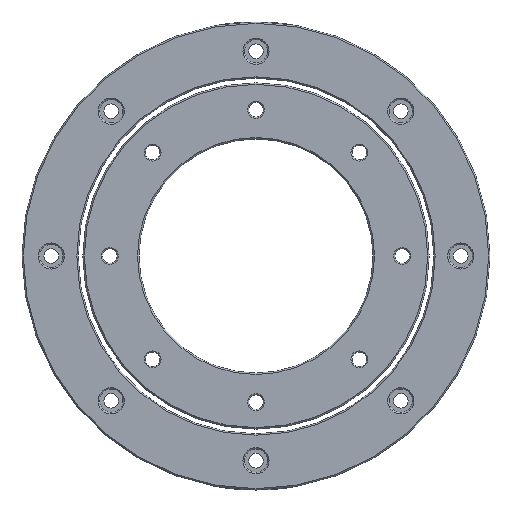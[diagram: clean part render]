
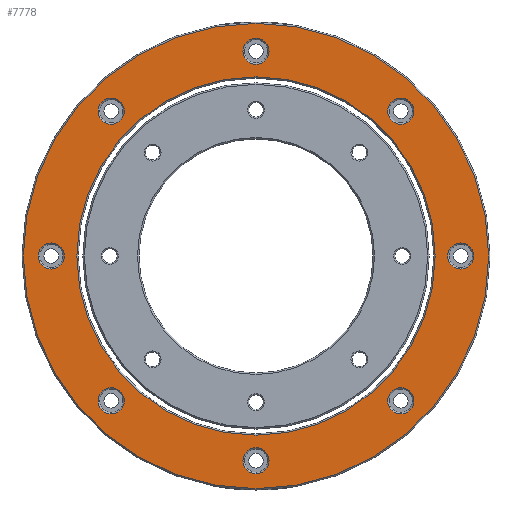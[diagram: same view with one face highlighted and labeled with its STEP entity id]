
A CAD part, front view. The second image highlights one B-rep face of the part: STEP entity #7778.
In plain terms, the highlighted planar face has unit normal (0, -1, 0).
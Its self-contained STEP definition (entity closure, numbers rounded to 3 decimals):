
#5087=PLANE('',#17682);
#5215=FACE_BOUND('',#9368,.T.);
#5216=FACE_BOUND('',#9369,.T.);
#5217=FACE_BOUND('',#9370,.T.);
#5218=FACE_BOUND('',#9371,.T.);
#5219=FACE_BOUND('',#9372,.T.);
#5220=FACE_BOUND('',#9373,.T.);
#5221=FACE_BOUND('',#9374,.T.);
#5222=FACE_BOUND('',#9375,.T.);
#5223=FACE_BOUND('',#9376,.T.);
#5224=FACE_BOUND('',#9377,.T.);
#7778=ADVANCED_FACE('',(#5215,#5216,#5217,#5218,#5219,#5220,#5221,#5222,
#5223,#5224),#5087,.F.);
#9368=EDGE_LOOP('',(#13031,#13032));
#9369=EDGE_LOOP('',(#13033,#13034));
#9370=EDGE_LOOP('',(#13035,#13036));
#9371=EDGE_LOOP('',(#13037,#13038));
#9372=EDGE_LOOP('',(#13039,#13040));
#9373=EDGE_LOOP('',(#13041,#13042));
#9374=EDGE_LOOP('',(#13043,#13044));
#9375=EDGE_LOOP('',(#13045,#13046));
#9376=EDGE_LOOP('',(#13047,#13048));
#9377=EDGE_LOOP('',(#13049,#13050));
#13031=ORIENTED_EDGE('',*,*,#16255,.T.);
#13032=ORIENTED_EDGE('',*,*,#16371,.T.);
#13033=ORIENTED_EDGE('',*,*,#16259,.T.);
#13034=ORIENTED_EDGE('',*,*,#16372,.T.);
#13035=ORIENTED_EDGE('',*,*,#16263,.T.);
#13036=ORIENTED_EDGE('',*,*,#16373,.T.);
#13037=ORIENTED_EDGE('',*,*,#16267,.T.);
#13038=ORIENTED_EDGE('',*,*,#16374,.T.);
#13039=ORIENTED_EDGE('',*,*,#16271,.T.);
#13040=ORIENTED_EDGE('',*,*,#16375,.T.);
#13041=ORIENTED_EDGE('',*,*,#16275,.T.);
#13042=ORIENTED_EDGE('',*,*,#16376,.T.);
#13043=ORIENTED_EDGE('',*,*,#16279,.T.);
#13044=ORIENTED_EDGE('',*,*,#16377,.T.);
#13045=ORIENTED_EDGE('',*,*,#16346,.T.);
#13046=ORIENTED_EDGE('',*,*,#16378,.T.);
#13047=ORIENTED_EDGE('',*,*,#16379,.T.);
#13048=ORIENTED_EDGE('',*,*,#16348,.T.);
#13049=ORIENTED_EDGE('',*,*,#16329,.T.);
#13050=ORIENTED_EDGE('',*,*,#16380,.T.);
#14427=VERTEX_POINT('',#34782);
#14428=VERTEX_POINT('',#34784);
#14431=VERTEX_POINT('',#34791);
#14432=VERTEX_POINT('',#34793);
#14435=VERTEX_POINT('',#34800);
#14436=VERTEX_POINT('',#34802);
#14439=VERTEX_POINT('',#34809);
#14440=VERTEX_POINT('',#34811);
#14443=VERTEX_POINT('',#34818);
#14444=VERTEX_POINT('',#34820);
#14447=VERTEX_POINT('',#34827);
#14448=VERTEX_POINT('',#34829);
#14451=VERTEX_POINT('',#34836);
#14452=VERTEX_POINT('',#34838);
#14487=VERTEX_POINT('',#34938);
#14488=VERTEX_POINT('',#34940);
#14501=VERTEX_POINT('',#34974);
#14502=VERTEX_POINT('',#34976);
#14503=VERTEX_POINT('',#34980);
#14504=VERTEX_POINT('',#34981);
#16255=EDGE_CURVE('',#14428,#14427,#16738,.T.);
#16259=EDGE_CURVE('',#14432,#14431,#16740,.T.);
#16263=EDGE_CURVE('',#14436,#14435,#16742,.T.);
#16267=EDGE_CURVE('',#14440,#14439,#16744,.T.);
#16271=EDGE_CURVE('',#14444,#14443,#16746,.T.);
#16275=EDGE_CURVE('',#14448,#14447,#16748,.T.);
#16279=EDGE_CURVE('',#14452,#14451,#16750,.T.);
#16329=EDGE_CURVE('',#14488,#14487,#16768,.T.);
#16346=EDGE_CURVE('',#14502,#14501,#16775,.T.);
#16348=EDGE_CURVE('',#14503,#14504,#16776,.T.);
#16371=EDGE_CURVE('',#14427,#14428,#16789,.T.);
#16372=EDGE_CURVE('',#14431,#14432,#16790,.T.);
#16373=EDGE_CURVE('',#14435,#14436,#16791,.T.);
#16374=EDGE_CURVE('',#14439,#14440,#16792,.T.);
#16375=EDGE_CURVE('',#14443,#14444,#16793,.T.);
#16376=EDGE_CURVE('',#14447,#14448,#16794,.T.);
#16377=EDGE_CURVE('',#14451,#14452,#16795,.T.);
#16378=EDGE_CURVE('',#14501,#14502,#16796,.T.);
#16379=EDGE_CURVE('',#14504,#14503,#16797,.T.);
#16380=EDGE_CURVE('',#14487,#14488,#16798,.T.);
#16738=CIRCLE('',#17584,4.45);
#16740=CIRCLE('',#17587,4.45);
#16742=CIRCLE('',#17590,4.45);
#16744=CIRCLE('',#17593,4.45);
#16746=CIRCLE('',#17596,4.45);
#16748=CIRCLE('',#17599,4.45);
#16750=CIRCLE('',#17602,4.45);
#16768=CIRCLE('',#17636,4.45);
#16775=CIRCLE('',#17648,61.25);
#16776=CIRCLE('',#17650,79.55);
#16789=CIRCLE('',#17672,4.45);
#16790=CIRCLE('',#17673,4.45);
#16791=CIRCLE('',#17674,4.45);
#16792=CIRCLE('',#17675,4.45);
#16793=CIRCLE('',#17676,4.45);
#16794=CIRCLE('',#17677,4.45);
#16795=CIRCLE('',#17678,4.45);
#16796=CIRCLE('',#17679,61.25);
#16797=CIRCLE('',#17680,79.55);
#16798=CIRCLE('',#17681,4.45);
#17584=AXIS2_PLACEMENT_3D('',#34783,#19986,#19987);
#17587=AXIS2_PLACEMENT_3D('',#34792,#19994,#19995);
#17590=AXIS2_PLACEMENT_3D('',#34801,#20002,#20003);
#17593=AXIS2_PLACEMENT_3D('',#34810,#20010,#20011);
#17596=AXIS2_PLACEMENT_3D('',#34819,#20018,#20019);
#17599=AXIS2_PLACEMENT_3D('',#34828,#20026,#20027);
#17602=AXIS2_PLACEMENT_3D('',#34837,#20034,#20035);
#17636=AXIS2_PLACEMENT_3D('',#34939,#20134,#20135);
#17648=AXIS2_PLACEMENT_3D('',#34975,#20168,#20169);
#17650=AXIS2_PLACEMENT_3D('',#34979,#20173,#20174);
#17672=AXIS2_PLACEMENT_3D('',#35025,#20227,#20228);
#17673=AXIS2_PLACEMENT_3D('',#35026,#20229,#20230);
#17674=AXIS2_PLACEMENT_3D('',#35027,#20231,#20232);
#17675=AXIS2_PLACEMENT_3D('',#35028,#20233,#20234);
#17676=AXIS2_PLACEMENT_3D('',#35029,#20235,#20236);
#17677=AXIS2_PLACEMENT_3D('',#35030,#20237,#20238);
#17678=AXIS2_PLACEMENT_3D('',#35031,#20239,#20240);
#17679=AXIS2_PLACEMENT_3D('',#35032,#20241,#20242);
#17680=AXIS2_PLACEMENT_3D('',#35033,#20243,#20244);
#17681=AXIS2_PLACEMENT_3D('',#35034,#20245,#20246);
#17682=AXIS2_PLACEMENT_3D('',#35035,#20247,#20248);
#19986=DIRECTION('',(0.,1.,0.));
#19987=DIRECTION('',(0.,0.,1.));
#19994=DIRECTION('',(0.,1.,0.));
#19995=DIRECTION('',(0.,0.,1.));
#20002=DIRECTION('',(0.,1.,0.));
#20003=DIRECTION('',(0.,0.,1.));
#20010=DIRECTION('',(0.,1.,0.));
#20011=DIRECTION('',(0.,0.,1.));
#20018=DIRECTION('',(0.,1.,0.));
#20019=DIRECTION('',(0.,0.,1.));
#20026=DIRECTION('',(0.,1.,0.));
#20027=DIRECTION('',(0.,0.,1.));
#20034=DIRECTION('',(0.,1.,0.));
#20035=DIRECTION('',(0.,0.,1.));
#20134=DIRECTION('',(0.,1.,0.));
#20135=DIRECTION('',(0.,0.,1.));
#20168=DIRECTION('',(0.,1.,0.));
#20169=DIRECTION('',(0.,0.,1.));
#20173=DIRECTION('',(0.,-1.,0.));
#20174=DIRECTION('',(0.,0.,1.));
#20227=DIRECTION('',(0.,1.,0.));
#20228=DIRECTION('',(0.,0.,1.));
#20229=DIRECTION('',(0.,1.,0.));
#20230=DIRECTION('',(0.,0.,1.));
#20231=DIRECTION('',(0.,1.,0.));
#20232=DIRECTION('',(0.,0.,1.));
#20233=DIRECTION('',(0.,1.,0.));
#20234=DIRECTION('',(0.,0.,1.));
#20235=DIRECTION('',(0.,1.,0.));
#20236=DIRECTION('',(0.,0.,1.));
#20237=DIRECTION('',(0.,1.,0.));
#20238=DIRECTION('',(0.,0.,1.));
#20239=DIRECTION('',(0.,1.,0.));
#20240=DIRECTION('',(0.,0.,1.));
#20241=DIRECTION('',(0.,1.,0.));
#20242=DIRECTION('',(0.,0.,1.));
#20243=DIRECTION('',(0.,-1.,0.));
#20244=DIRECTION('',(0.,0.,1.));
#20245=DIRECTION('',(0.,1.,0.));
#20246=DIRECTION('',(0.,0.,1.));
#20247=DIRECTION('',(0.,1.,0.));
#20248=DIRECTION('',(0.,0.,1.));
#34782=CARTESIAN_POINT('',(-49.497,0.55,53.947));
#34783=CARTESIAN_POINT('',(-49.497,0.55,49.497));
#34784=CARTESIAN_POINT('',(-49.497,0.55,45.047));
#34791=CARTESIAN_POINT('',(0.,0.55,74.45));
#34792=CARTESIAN_POINT('',(0.,0.55,70.));
#34793=CARTESIAN_POINT('',(0.,0.55,65.55));
#34800=CARTESIAN_POINT('',(49.497,0.55,53.947));
#34801=CARTESIAN_POINT('',(49.497,0.55,49.497));
#34802=CARTESIAN_POINT('',(49.497,0.55,45.047));
#34809=CARTESIAN_POINT('',(70.,0.55,4.45));
#34810=CARTESIAN_POINT('',(70.,0.55,0.));
#34811=CARTESIAN_POINT('',(70.,0.55,-4.45));
#34818=CARTESIAN_POINT('',(49.497,0.55,-45.047));
#34819=CARTESIAN_POINT('',(49.497,0.55,-49.497));
#34820=CARTESIAN_POINT('',(49.497,0.55,-53.947));
#34827=CARTESIAN_POINT('',(0.,0.55,-65.55));
#34828=CARTESIAN_POINT('',(0.,0.55,-70.));
#34829=CARTESIAN_POINT('',(0.,0.55,-74.45));
#34836=CARTESIAN_POINT('',(-49.497,0.55,-45.047));
#34837=CARTESIAN_POINT('',(-49.497,0.55,-49.497));
#34838=CARTESIAN_POINT('',(-49.497,0.55,-53.947));
#34938=CARTESIAN_POINT('',(-70.,0.55,4.45));
#34939=CARTESIAN_POINT('',(-70.,0.55,0.));
#34940=CARTESIAN_POINT('',(-70.,0.55,-4.45));
#34974=CARTESIAN_POINT('',(0.,0.55,61.25));
#34975=CARTESIAN_POINT('',(0.,0.55,0.));
#34976=CARTESIAN_POINT('',(0.,0.55,-61.25));
#34979=CARTESIAN_POINT('',(0.,0.55,0.));
#34980=CARTESIAN_POINT('',(0.,0.55,-79.55));
#34981=CARTESIAN_POINT('',(0.,0.55,79.55));
#35025=CARTESIAN_POINT('',(-49.497,0.55,49.497));
#35026=CARTESIAN_POINT('',(0.,0.55,70.));
#35027=CARTESIAN_POINT('',(49.497,0.55,49.497));
#35028=CARTESIAN_POINT('',(70.,0.55,0.));
#35029=CARTESIAN_POINT('',(49.497,0.55,-49.497));
#35030=CARTESIAN_POINT('',(0.,0.55,-70.));
#35031=CARTESIAN_POINT('',(-49.497,0.55,-49.497));
#35032=CARTESIAN_POINT('',(0.,0.55,0.));
#35033=CARTESIAN_POINT('',(0.,0.55,0.));
#35034=CARTESIAN_POINT('',(-70.,0.55,0.));
#35035=CARTESIAN_POINT('',(-60.8,0.55,0.));
